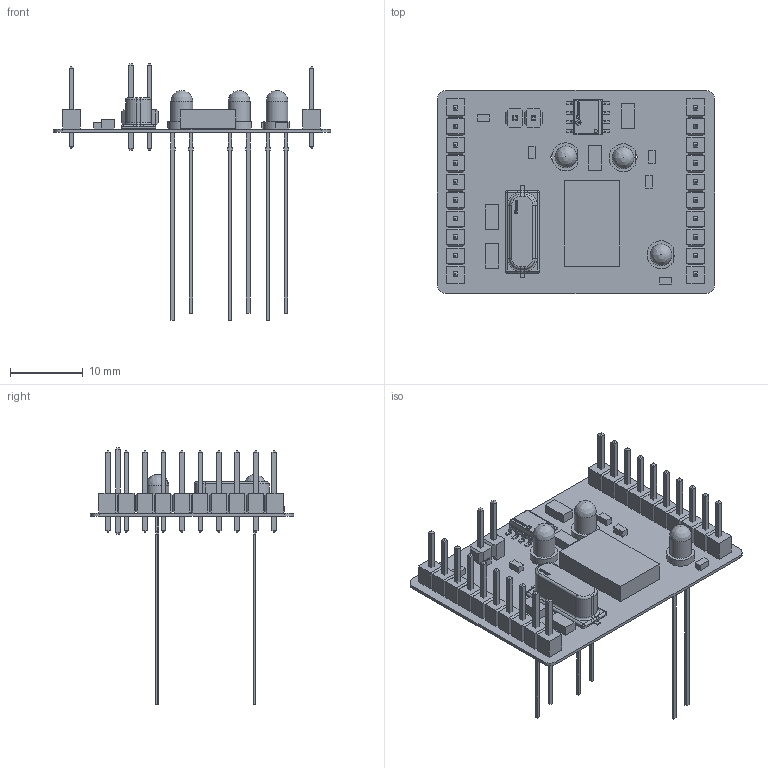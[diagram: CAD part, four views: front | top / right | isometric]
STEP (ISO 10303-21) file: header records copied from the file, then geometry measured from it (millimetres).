
FILE_DESCRIPTION(('Open CASCADE Model'),'2;1');
FILE_NAME('Open CASCADE Shape Model','2022-01-20T11:55:18',('Author'),( 'Open CASCADE'),'Open CASCADE STEP processor 6.8','Open CASCADE 6.8' ,'Unknown');
FILE_SCHEMA(('AUTOMOTIVE_DESIGN { 1 0 10303 214 1 1 1 1 }'));
Length unit declared in the file: millimetre
Products named in the file (45): PCB; Board; Open CASCADE STEP translator 6.8 1.1.1; J3; Conn_Harwin_M20-9990246_eec; m20-9990246_asm; M20-999-MOULD; M20-999-PIN; Harwin_Logo_Yury; Y1; Crys_Abracon_ABLS-16_000MHZ-K4T_eec; 1; 2; 3; 5; U2; IC_Microchip_24LC1025T-I-SN_eec; body; pins; logo; U1; 6188311152; Extruded; R5; 6188309952; R4; 6188309392; R3; R2; R1; J2; 6188266592; Body; LeadsArray; J1; C4; 6188310112; C3; C2; C1 ...
Assembly tree (54 placements, depth 5):
  PCB
    Board
      Open CASCADE STEP translator 6.8 1.1.1
    J3
      Conn_Harwin_M20-9990246_eec
        m20-9990246_asm
          M20-999-MOULD
          M20-999-PIN  x2
        Harwin_Logo_Yury
    Y1
      Crys_Abracon_ABLS-16_000MHZ-K4T_eec
        1
        2
        3
        5
    U2
      IC_Microchip_24LC1025T-I-SN_eec
        body
        pins
        logo
    U1
      6188311152
        Extruded
    R5
      6188309952
        Extruded
    R4
      6188309392
        Extruded
    R3
      6188309392
        Extruded
    R2
      6188309952
        Extruded
    R1
      6188309952
        Extruded
    J2
      6188266592
        Body
        LeadsArray
    J1
      6188266592
        Body
        LeadsArray
    C4
      6188310112
        Extruded
    C3
      6188310112
        Extruded
    C2
      6188310112
        Extruded
    C1
      6188310112
        Extruded
    Free-Models
      Led_3mm_Original_Amarelo_v2  x3
Bounding box: 38.1 x 27.94 x 35.29 mm (x, y, z)
Volume: 1461.7 mm3; surface area: 4747 mm2
Topology: 84 solids, 84 shells, 1468 faces, 3423 edges, 2128 vertices
Faces by surface type: plane 1184, cylinder 149, bspline 113, sphere 14, torus 8
Full cylindrical faces by diameter (mm): 0.45 x1, 0.808 x1, 1 x1, 1.02 x2, 1.05 x6, 1.1 x20, 3 x3
Entity records: 31833 total; most frequent: CARTESIAN_POINT 6606, ORIENTED_EDGE 5042, DIRECTION 4600, EDGE_CURVE 2521, LINE 2002, VECTOR 2002, VERTEX_POINT 1592, AXIS2_PLACEMENT_3D 1299
